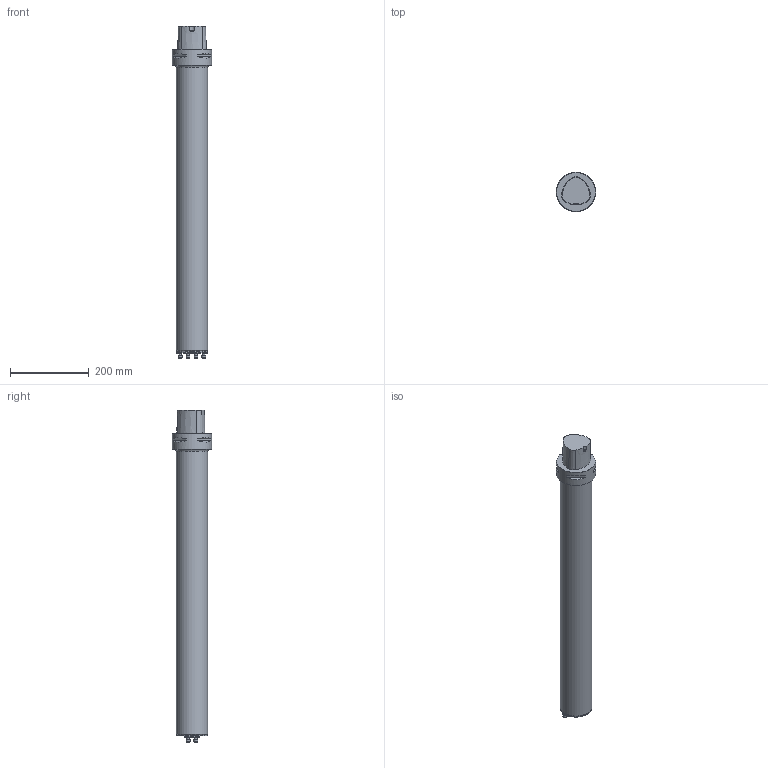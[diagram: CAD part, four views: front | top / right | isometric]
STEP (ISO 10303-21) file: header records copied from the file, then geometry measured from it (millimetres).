
FILE_DESCRIPTION(/* description */ (''),/* implementation_level */ '2;1');
FILE_NAME(/* name */ 'TOOLCOMP_1.STP',/* time_stamp */ '2025-01-21T13:55:23+01:00',/* author */ (''),/* organization */ ('SMS'),/* preprocessor_version */ 'ST-DEVELOPER v16.7',/* originating_system */ 'SIEMENS PLM Software NX 12.0',/* authorisation */ '');
FILE_SCHEMA (('AUTOMOTIVE_DESIGN { 1 0 10303 214 3 1 1 1 }'));
Length unit declared in the file: millimetre
Products named in the file (1): TOOLCOMP_1
Bounding box: 100 x 100 x 845 mm (x, y, z)
Volume: 4217073.3 mm3; surface area: 227925.8 mm2
Topology: 1 solids, 1 shells, 321 faces, 797 edges, 495 vertices
Faces by surface type: plane 139, extrusion 72, cone 55, cylinder 28, torus 23, bspline 4
Full cylindrical faces by diameter (mm): 6 x6, 10 x6, 80 x2, 100 x1
Entity records: 12965 total; most frequent: CARTESIAN_POINT 5496, DIRECTION 1534, ORIENTED_EDGE 1490, EDGE_CURVE 745, AXIS2_PLACEMENT_3D 604, VERTEX_POINT 488, EDGE_LOOP 377, VECTOR 326
